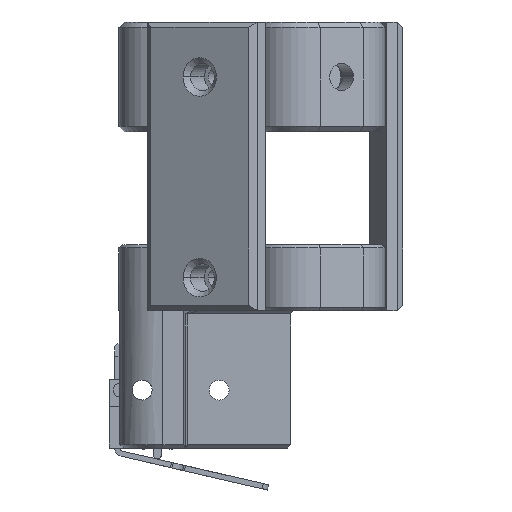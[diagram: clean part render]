
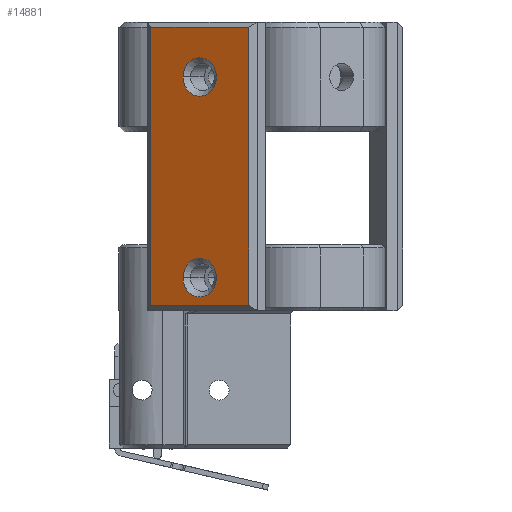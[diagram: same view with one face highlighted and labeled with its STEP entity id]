
A CAD part, front view. The second image highlights one B-rep face of the part: STEP entity #14881.
In plain terms, the highlighted face is planar.
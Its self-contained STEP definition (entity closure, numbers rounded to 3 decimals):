
#393 = DIRECTION ( 'NONE',  ( 0., 1., 0. ) ) ;
#448 = ORIENTED_EDGE ( 'NONE', *, *, #22353, .T. ) ;
#1018 = VERTEX_POINT ( 'NONE', #19990 ) ;
#1813 = VERTEX_POINT ( 'NONE', #14742 ) ;
#2329 = DIRECTION ( 'NONE',  ( 0., 0., -1. ) ) ;
#2483 = ORIENTED_EDGE ( 'NONE', *, *, #20267, .T. ) ;
#2497 = DIRECTION ( 'NONE',  ( 0., 0., -1. ) ) ;
#2507 = VERTEX_POINT ( 'NONE', #18637 ) ;
#3642 = CARTESIAN_POINT ( 'NONE',  ( 0.361, -5.026, 3.1 ) ) ;
#3650 = CARTESIAN_POINT ( 'NONE',  ( -6.522, 33.75, 3.1 ) ) ;
#4014 = CARTESIAN_POINT ( 'NONE',  ( -8.272, 15.5, 3.1 ) ) ;
#4225 = CIRCLE ( 'NONE', #7485, 1.75 ) ;
#4469 = CARTESIAN_POINT ( 'NONE',  ( -13.406, 13., 3.1 ) ) ;
#4638 = DIRECTION ( 'NONE',  ( 1., 0., 0. ) ) ;
#4972 = DIRECTION ( 'NONE',  ( 0., -1., 0. ) ) ;
#6205 = DIRECTION ( 'NONE',  ( 1., 0., 0. ) ) ;
#6604 = VERTEX_POINT ( 'NONE', #7268 ) ;
#6776 = ORIENTED_EDGE ( 'NONE', *, *, #7707, .T. ) ;
#7268 = CARTESIAN_POINT ( 'NONE',  ( -6.522, 15.5, 3.1 ) ) ;
#7485 = AXIS2_PLACEMENT_3D ( 'NONE', #16198, #2497, #8438 ) ;
#7554 = EDGE_LOOP ( 'NONE', ( #21896, #24335 ) ) ;
#7650 = EDGE_CURVE ( 'NONE', #15044, #17294, #22913, .T. ) ;
#7707 = EDGE_CURVE ( 'NONE', #21962, #1018, #10350, .T. ) ;
#7944 = AXIS2_PLACEMENT_3D ( 'NONE', #16166, #14223, #11923 ) ;
#8076 = VECTOR ( 'NONE', #14665, 1000. ) ;
#8438 = DIRECTION ( 'NONE',  ( 1., 0., 0. ) ) ;
#8606 = LINE ( 'NONE', #14796, #15110 ) ;
#9707 = AXIS2_PLACEMENT_3D ( 'NONE', #12158, #16671, #6205 ) ;
#10350 = LINE ( 'NONE', #18210, #13009 ) ;
#11220 = EDGE_CURVE ( 'NONE', #21072, #1813, #12604, .T. ) ;
#11517 = DIRECTION ( 'NONE',  ( 1., 0., 0. ) ) ;
#11900 = FACE_OUTER_BOUND ( 'NONE', #13499, .T. ) ;
#11915 = LINE ( 'NONE', #18089, #12252 ) ;
#11923 = DIRECTION ( 'NONE',  ( 1., 0., 0. ) ) ;
#12158 = CARTESIAN_POINT ( 'NONE',  ( -8.272, 33.75, 3.1 ) ) ;
#12252 = VECTOR ( 'NONE', #393, 1000. ) ;
#12352 = ORIENTED_EDGE ( 'NONE', *, *, #23716, .T. ) ;
#12604 = LINE ( 'NONE', #20492, #8076 ) ;
#13009 = VECTOR ( 'NONE', #4638, 1000. ) ;
#13499 = EDGE_LOOP ( 'NONE', ( #6776, #2483, #17654, #448 ) ) ;
#13940 = EDGE_LOOP ( 'NONE', ( #14054, #12352 ) ) ;
#14054 = ORIENTED_EDGE ( 'NONE', *, *, #17404, .T. ) ;
#14223 = DIRECTION ( 'NONE',  ( 0., 0., -1. ) ) ;
#14665 = DIRECTION ( 'NONE',  ( -1., 0., 0. ) ) ;
#14742 = CARTESIAN_POINT ( 'NONE',  ( -13.406, 38.25, 3.1 ) ) ;
#14796 = CARTESIAN_POINT ( 'NONE',  ( -13.406, -5.026, 3.1 ) ) ;
#14881 = ADVANCED_FACE ( 'NONE', ( #11900, #19773, #15383 ), #23280, .T. ) ;
#14963 = CARTESIAN_POINT ( 'NONE',  ( -10.022, 33.75, 3.1 ) ) ;
#15044 = VERTEX_POINT ( 'NONE', #14963 ) ;
#15110 = VECTOR ( 'NONE', #4972, 1000. ) ;
#15383 = FACE_BOUND ( 'NONE', #7554, .T. ) ;
#16034 = DIRECTION ( 'NONE',  ( 1., 0., 0. ) ) ;
#16166 = CARTESIAN_POINT ( 'NONE',  ( -8.272, 15.5, 3.1 ) ) ;
#16198 = CARTESIAN_POINT ( 'NONE',  ( -8.272, 33.75, 3.1 ) ) ;
#16671 = DIRECTION ( 'NONE',  ( 0., 0., -1. ) ) ;
#17224 = CARTESIAN_POINT ( 'NONE',  ( -3.139, 38.25, 3.1 ) ) ;
#17294 = VERTEX_POINT ( 'NONE', #3650 ) ;
#17404 = EDGE_CURVE ( 'NONE', #6604, #2507, #17976, .T. ) ;
#17654 = ORIENTED_EDGE ( 'NONE', *, *, #11220, .T. ) ;
#17976 = CIRCLE ( 'NONE', #21310, 1.75 ) ;
#18089 = CARTESIAN_POINT ( 'NONE',  ( -3.139, -5.026, 3.1 ) ) ;
#18210 = CARTESIAN_POINT ( 'NONE',  ( -2.639, 13., 3.1 ) ) ;
#18637 = CARTESIAN_POINT ( 'NONE',  ( -10.022, 15.5, 3.1 ) ) ;
#19652 = AXIS2_PLACEMENT_3D ( 'NONE', #3642, #21586, #11517 ) ;
#19773 = FACE_BOUND ( 'NONE', #13940, .T. ) ;
#19851 = CIRCLE ( 'NONE', #7944, 1.75 ) ;
#19990 = CARTESIAN_POINT ( 'NONE',  ( -3.139, 13., 3.1 ) ) ;
#20267 = EDGE_CURVE ( 'NONE', #1018, #21072, #11915, .T. ) ;
#20492 = CARTESIAN_POINT ( 'NONE',  ( -13.906, 38.25, 3.1 ) ) ;
#21072 = VERTEX_POINT ( 'NONE', #17224 ) ;
#21310 = AXIS2_PLACEMENT_3D ( 'NONE', #4014, #2329, #16034 ) ;
#21586 = DIRECTION ( 'NONE',  ( 0., 0., 1. ) ) ;
#21896 = ORIENTED_EDGE ( 'NONE', *, *, #23425, .T. ) ;
#21962 = VERTEX_POINT ( 'NONE', #4469 ) ;
#22353 = EDGE_CURVE ( 'NONE', #1813, #21962, #8606, .T. ) ;
#22913 = CIRCLE ( 'NONE', #9707, 1.75 ) ;
#23280 = PLANE ( 'NONE',  #19652 ) ;
#23425 = EDGE_CURVE ( 'NONE', #17294, #15044, #4225, .T. ) ;
#23716 = EDGE_CURVE ( 'NONE', #2507, #6604, #19851, .T. ) ;
#24335 = ORIENTED_EDGE ( 'NONE', *, *, #7650, .T. ) ;
